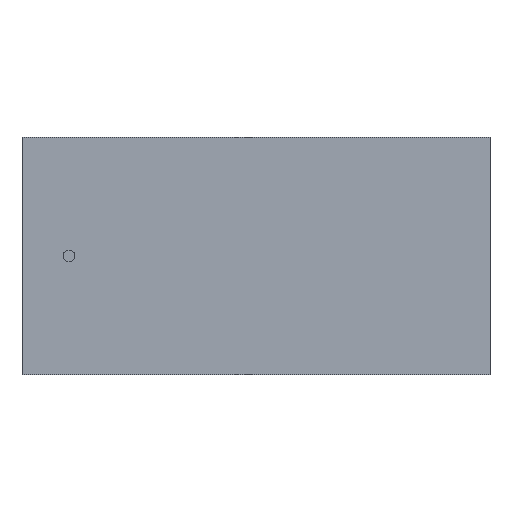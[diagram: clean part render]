
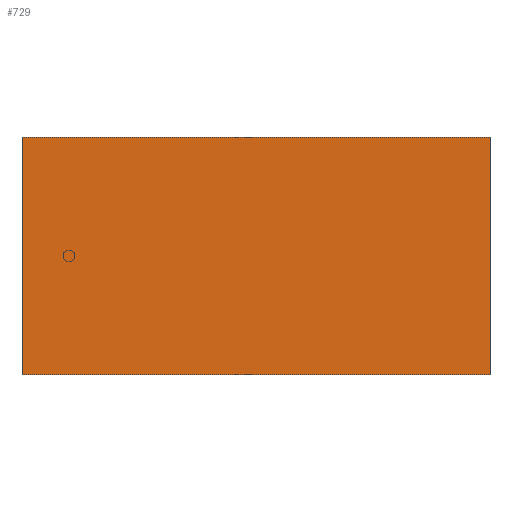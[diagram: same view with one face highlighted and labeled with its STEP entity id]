
A CAD part, top view. The second image highlights one B-rep face of the part: STEP entity #729.
In plain terms, the highlighted planar face has unit normal (0, 0, 1).
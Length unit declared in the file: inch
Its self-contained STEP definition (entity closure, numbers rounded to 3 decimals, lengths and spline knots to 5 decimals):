
#38 = LINE ( 'NONE', #531, #626 ) ;
#75 = EDGE_CURVE ( 'NONE', #830, #803, #1120, .T. ) ;
#100 = VECTOR ( 'NONE', #627, 39.37008 ) ;
#140 = AXIS2_PLACEMENT_3D ( 'NONE', #854, #157, #973 ) ;
#145 = ORIENTED_EDGE ( 'NONE', *, *, #1348, .F. ) ;
#157 = DIRECTION ( 'NONE',  ( 0., 0., 1. ) ) ;
#290 = VECTOR ( 'NONE', #724, 39.37008 ) ;
#315 = VERTEX_POINT ( 'NONE', #1325 ) ;
#317 = EDGE_CURVE ( 'NONE', #803, #315, #442, .T. ) ;
#372 = ORIENTED_EDGE ( 'NONE', *, *, #317, .F. ) ;
#442 = LINE ( 'NONE', #736, #100 ) ;
#531 = CARTESIAN_POINT ( 'NONE',  ( -0.03252, 0.0165, 0.01 ) ) ;
#554 = CARTESIAN_POINT ( 'NONE',  ( -0.03252, -0.0165, 0.01 ) ) ;
#561 = ORIENTED_EDGE ( 'NONE', *, *, #1142, .F. ) ;
#626 = VECTOR ( 'NONE', #654, 39.37008 ) ;
#627 = DIRECTION ( 'NONE',  ( 0., -1., 0. ) ) ;
#654 = DIRECTION ( 'NONE',  ( 0., 1., 0. ) ) ;
#724 = DIRECTION ( 'NONE',  ( 1., 0., 0. ) ) ;
#729 = ADVANCED_FACE ( 'NONE', ( #1071 ), #1077, .T. ) ;
#736 = CARTESIAN_POINT ( 'NONE',  ( 0.03252, -0.0165, 0.01 ) ) ;
#744 = CARTESIAN_POINT ( 'NONE',  ( -0.03252, 0.0165, 0.01 ) ) ;
#803 = VERTEX_POINT ( 'NONE', #866 ) ;
#828 = CARTESIAN_POINT ( 'NONE',  ( 0.03252, 0.0165, 0.01 ) ) ;
#830 = VERTEX_POINT ( 'NONE', #744 ) ;
#841 = VECTOR ( 'NONE', #1018, 39.37008 ) ;
#854 = CARTESIAN_POINT ( 'NONE',  ( -0.03252, -0.0165, 0.01 ) ) ;
#866 = CARTESIAN_POINT ( 'NONE',  ( 0.03252, 0.0165, 0.01 ) ) ;
#973 = DIRECTION ( 'NONE',  ( 1., 0., 0. ) ) ;
#987 = LINE ( 'NONE', #1484, #841 ) ;
#1015 = ORIENTED_EDGE ( 'NONE', *, *, #75, .F. ) ;
#1018 = DIRECTION ( 'NONE',  ( -1., 0., 0. ) ) ;
#1071 = FACE_OUTER_BOUND ( 'NONE', #1256, .T. ) ;
#1077 = PLANE ( 'NONE',  #140 ) ;
#1120 = LINE ( 'NONE', #828, #290 ) ;
#1142 = EDGE_CURVE ( 'NONE', #1407, #830, #38, .T. ) ;
#1256 = EDGE_LOOP ( 'NONE', ( #1015, #561, #145, #372 ) ) ;
#1325 = CARTESIAN_POINT ( 'NONE',  ( 0.03252, -0.0165, 0.01 ) ) ;
#1348 = EDGE_CURVE ( 'NONE', #315, #1407, #987, .T. ) ;
#1407 = VERTEX_POINT ( 'NONE', #554 ) ;
#1484 = CARTESIAN_POINT ( 'NONE',  ( -0.03252, -0.0165, 0.01 ) ) ;
